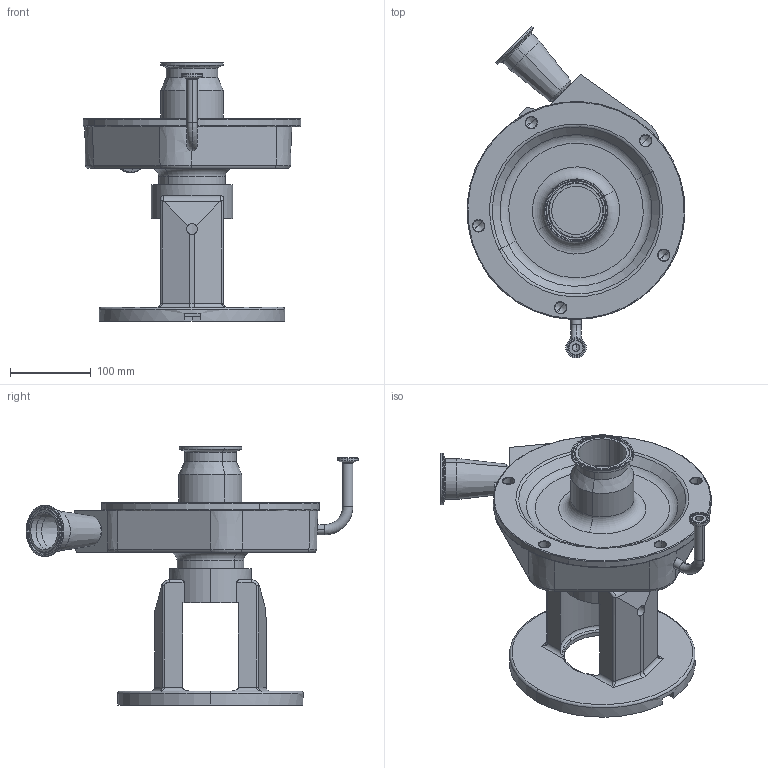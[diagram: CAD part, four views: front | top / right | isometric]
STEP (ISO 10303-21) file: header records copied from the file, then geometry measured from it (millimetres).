
FILE_DESCRIPTION (( 'STEP AP214' ), '1' );
FILE_NAME ('FPX 1740 250TC 45L 1-2 In ELBOW FRONT.STEP', '2022-12-16T16:31:04', ( '' ), ( '' ), 'SwSTEP 2.0', 'SolidWorks 2021', '' );
FILE_SCHEMA (( 'AUTOMOTIVE_DESIGN' ));
Length unit declared in the file: millimetre
Products named in the file (2): FPX 1740 250TC 45L 1-2 In ELBOW FRONT; FPX 1740 250TC 45L 1-2 In ELBOW FRONT^1275000085
Assembly tree (1 placements, depth 2):
  FPX 1740 250TC 45L 1-2 In ELBOW FRONT
    FPX 1740 250TC 45L 1-2 In ELBOW FRONT^1275000085
Bounding box: 269.64 x 411.06 x 319.5 mm (x, y, z)
Volume: 3457759.6 mm3; surface area: 504214 mm2
Topology: 1 solids, 1 shells, 346 faces, 817 edges, 481 vertices
Faces by surface type: cylinder 119, cone 73, torus 72, plane 70, bspline 11, sphere 1
Entity records: 11035 total; most frequent: CARTESIAN_POINT 2975, DIRECTION 1840, ORIENTED_EDGE 1606, EDGE_CURVE 803, AXIS2_PLACEMENT_3D 775, VERTEX_POINT 481, CIRCLE 436, EDGE_LOOP 374
